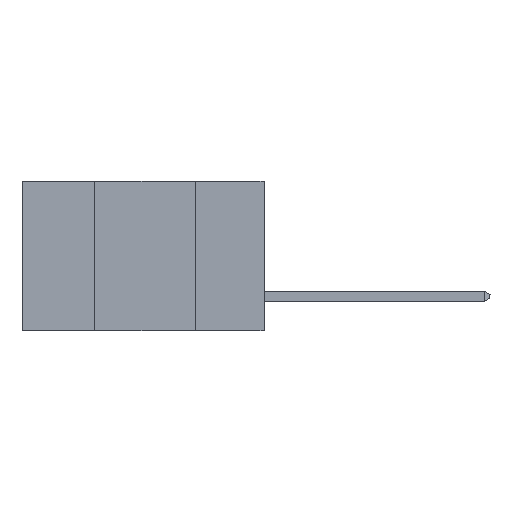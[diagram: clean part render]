
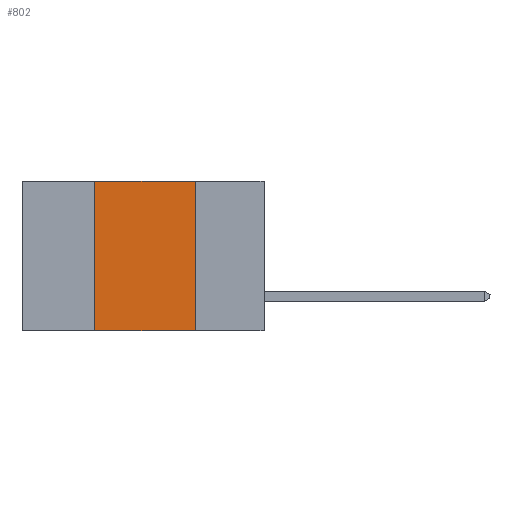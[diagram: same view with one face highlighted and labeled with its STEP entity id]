
A CAD part, left-side view. The second image highlights one B-rep face of the part: STEP entity #802.
In plain terms, the highlighted planar face has unit normal (-1, 0, 0).
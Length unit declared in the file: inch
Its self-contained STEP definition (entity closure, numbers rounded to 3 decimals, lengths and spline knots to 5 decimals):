
#136 = DIRECTION ( 'NONE',  ( 0., 0., -1. ) ) ;
#292 = CARTESIAN_POINT ( 'NONE',  ( 0., 0.42, 0. ) ) ;
#502 = EDGE_LOOP ( 'NONE', ( #3801, #9892, #10079, #2654 ) ) ;
#613 = VECTOR ( 'NONE', #12558, 39.37008 ) ;
#637 = CARTESIAN_POINT ( 'NONE',  ( 0., 0.6, 0. ) ) ;
#802 = ADVANCED_FACE ( 'NONE', ( #7194 ), #11836, .F. ) ;
#965 = AXIS2_PLACEMENT_3D ( 'NONE', #3108, #8864, #136 ) ;
#1310 = DIRECTION ( 'NONE',  ( 0., 0., -1. ) ) ;
#1313 = VECTOR ( 'NONE', #2602, 39.37008 ) ;
#1551 = CARTESIAN_POINT ( 'NONE',  ( 0., 0.17, -0.37 ) ) ;
#2374 = VERTEX_POINT ( 'NONE', #292 ) ;
#2602 = DIRECTION ( 'NONE',  ( 0., -1., 0. ) ) ;
#2654 = ORIENTED_EDGE ( 'NONE', *, *, #9476, .T. ) ;
#2843 = VERTEX_POINT ( 'NONE', #4172 ) ;
#2948 = LINE ( 'NONE', #9527, #613 ) ;
#3108 = CARTESIAN_POINT ( 'NONE',  ( 0., 0.6, 0. ) ) ;
#3801 = ORIENTED_EDGE ( 'NONE', *, *, #8832, .F. ) ;
#4006 = LINE ( 'NONE', #6175, #11458 ) ;
#4172 = CARTESIAN_POINT ( 'NONE',  ( 0., 0.42, -0.37 ) ) ;
#5156 = EDGE_CURVE ( 'NONE', #2843, #2374, #2948, .T. ) ;
#5191 = VECTOR ( 'NONE', #7724, 39.37008 ) ;
#6175 = CARTESIAN_POINT ( 'NONE',  ( 0., 0.17, -0.37 ) ) ;
#7194 = FACE_OUTER_BOUND ( 'NONE', #502, .T. ) ;
#7724 = DIRECTION ( 'NONE',  ( 0., -1., 0. ) ) ;
#8363 = LINE ( 'NONE', #637, #1313 ) ;
#8748 = LINE ( 'NONE', #10534, #5191 ) ;
#8832 = EDGE_CURVE ( 'NONE', #11699, #10397, #4006, .T. ) ;
#8864 = DIRECTION ( 'NONE',  ( 1., 0., 0. ) ) ;
#9476 = EDGE_CURVE ( 'NONE', #2843, #10397, #8748, .T. ) ;
#9527 = CARTESIAN_POINT ( 'NONE',  ( 0., 0.42, -0.37 ) ) ;
#9892 = ORIENTED_EDGE ( 'NONE', *, *, #12498, .F. ) ;
#10079 = ORIENTED_EDGE ( 'NONE', *, *, #5156, .F. ) ;
#10397 = VERTEX_POINT ( 'NONE', #1551 ) ;
#10534 = CARTESIAN_POINT ( 'NONE',  ( 0., 0.6, -0.37 ) ) ;
#11458 = VECTOR ( 'NONE', #1310, 39.37008 ) ;
#11699 = VERTEX_POINT ( 'NONE', #12081 ) ;
#11836 = PLANE ( 'NONE',  #965 ) ;
#12081 = CARTESIAN_POINT ( 'NONE',  ( 0., 0.17, 0. ) ) ;
#12498 = EDGE_CURVE ( 'NONE', #2374, #11699, #8363, .T. ) ;
#12558 = DIRECTION ( 'NONE',  ( 0., 0., 1. ) ) ;
